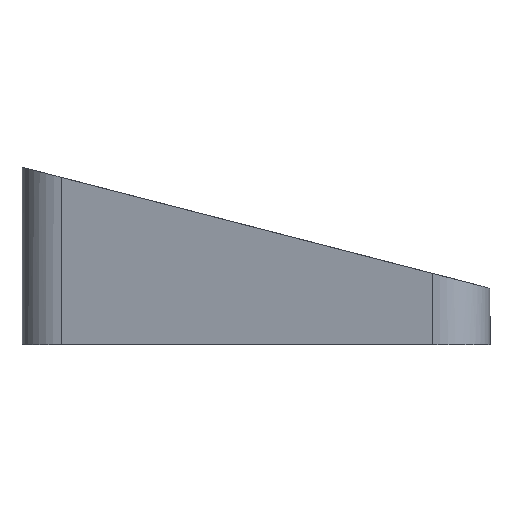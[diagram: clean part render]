
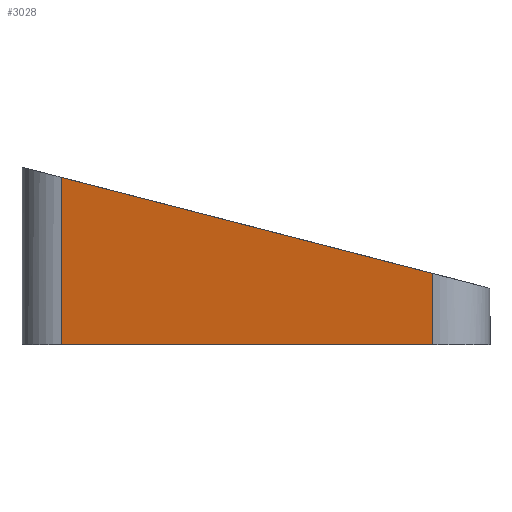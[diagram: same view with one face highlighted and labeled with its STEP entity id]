
A CAD part, left-side view. The second image highlights one B-rep face of the part: STEP entity #3028.
In plain terms, the highlighted planar face has unit normal (-0.983, 0.186, 0).
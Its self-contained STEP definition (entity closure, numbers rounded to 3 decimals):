
#2894=CARTESIAN_POINT('',(-43.325,-10.941,4.42));
#2895=VERTEX_POINT('',#2894);
#2945=CARTESIAN_POINT('',(-38.963,12.059,10.369));
#2946=VERTEX_POINT('',#2945);
#2954=CARTESIAN_POINT('',(-43.325,-10.941,4.42));
#2955=DIRECTION('',(0.181,0.952,0.246));
#2956=VECTOR('',#2955,24.154);
#2957=LINE('',#2954,#2956);
#2958=EDGE_CURVE('',#2895,#2946,#2957,.T.);
#2979=CARTESIAN_POINT('',(-43.325,-10.941,0.0));
#2980=VERTEX_POINT('',#2979);
#2981=CARTESIAN_POINT('',(-43.325,-10.941,0.0));
#2982=DIRECTION('',(0.0,0.0,1.0));
#2983=VECTOR('',#2982,4.42);
#2984=LINE('',#2981,#2983);
#2985=EDGE_CURVE('',#2980,#2895,#2984,.T.);
#3005=CARTESIAN_POINT('',(-43.325,-10.941,0.0));
#3006=DIRECTION('',(-0.982,0.186,0.0));
#3007=DIRECTION('',(0.0,0.0,1.0));
#3008=AXIS2_PLACEMENT_3D('',#3005,#3006,#3007);
#3009=PLANE('',#3008);
#3010=ORIENTED_EDGE('',*,*,#2958,.T.);
#3011=CARTESIAN_POINT('',(-38.963,12.059,0.0));
#3012=VERTEX_POINT('',#3011);
#3013=CARTESIAN_POINT('',(-38.963,12.059,0.0));
#3014=DIRECTION('',(0.0,0.0,1.0));
#3015=VECTOR('',#3014,10.369);
#3016=LINE('',#3013,#3015);
#3017=EDGE_CURVE('',#3012,#2946,#3016,.T.);
#3018=ORIENTED_EDGE('',*,*,#3017,.F.);
#3019=CARTESIAN_POINT('',(-38.963,12.059,0.0));
#3020=DIRECTION('',(-0.186,-0.982,0.0));
#3021=VECTOR('',#3020,23.41);
#3022=LINE('',#3019,#3021);
#3023=EDGE_CURVE('',#3012,#2980,#3022,.T.);
#3024=ORIENTED_EDGE('',*,*,#3023,.T.);
#3025=ORIENTED_EDGE('',*,*,#2985,.T.);
#3026=EDGE_LOOP('',(#3010,#3018,#3024,#3025));
#3027=FACE_OUTER_BOUND('',#3026,.T.);
#3028=ADVANCED_FACE('',(#3027),#3009,.T.);
